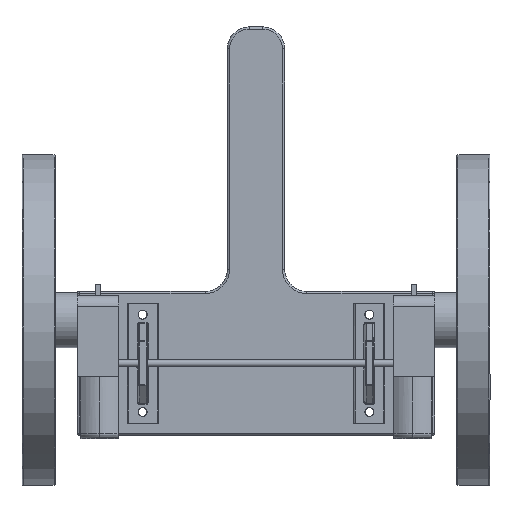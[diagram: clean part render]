
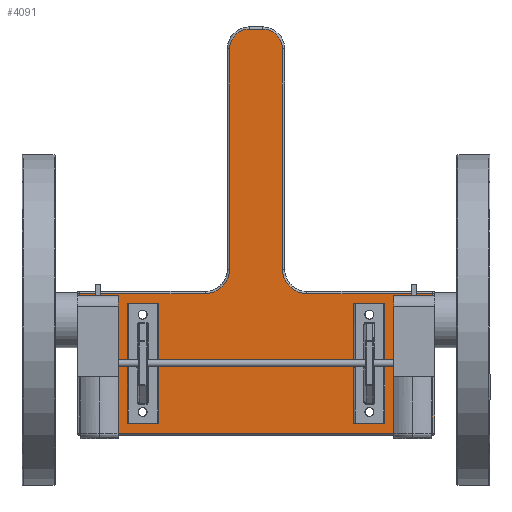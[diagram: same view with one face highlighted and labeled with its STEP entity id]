
A CAD part, top view. The second image highlights one B-rep face of the part: STEP entity #4091.
In plain terms, the highlighted planar face has unit normal (0, 0, 1).
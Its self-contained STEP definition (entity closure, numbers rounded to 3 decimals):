
#536=LINE('',#5852,#716);
#537=LINE('',#5855,#717);
#538=LINE('',#5857,#718);
#539=LINE('',#5859,#719);
#540=LINE('',#5863,#720);
#541=LINE('',#5867,#721);
#542=LINE('',#5871,#722);
#543=LINE('',#5875,#723);
#716=VECTOR('',#4862,1000.);
#717=VECTOR('',#4863,1000.);
#718=VECTOR('',#4864,1000.);
#719=VECTOR('',#4865,1000.);
#720=VECTOR('',#4868,1000.);
#721=VECTOR('',#4871,1000.);
#722=VECTOR('',#4874,1000.);
#723=VECTOR('',#4877,1000.);
#896=ORIENTED_EDGE('',*,*,#2124,.T.);
#897=ORIENTED_EDGE('',*,*,#2125,.T.);
#898=ORIENTED_EDGE('',*,*,#2126,.T.);
#899=ORIENTED_EDGE('',*,*,#2127,.T.);
#900=ORIENTED_EDGE('',*,*,#2128,.T.);
#901=ORIENTED_EDGE('',*,*,#2129,.T.);
#902=ORIENTED_EDGE('',*,*,#2130,.T.);
#903=ORIENTED_EDGE('',*,*,#2131,.T.);
#904=ORIENTED_EDGE('',*,*,#2132,.T.);
#905=ORIENTED_EDGE('',*,*,#2133,.T.);
#906=ORIENTED_EDGE('',*,*,#2134,.T.);
#907=ORIENTED_EDGE('',*,*,#2135,.T.);
#908=ORIENTED_EDGE('',*,*,#2136,.T.);
#909=ORIENTED_EDGE('',*,*,#2137,.T.);
#910=ORIENTED_EDGE('',*,*,#2138,.T.);
#911=ORIENTED_EDGE('',*,*,#2139,.T.);
#912=ORIENTED_EDGE('',*,*,#2140,.T.);
#913=ORIENTED_EDGE('',*,*,#2141,.T.);
#914=ORIENTED_EDGE('',*,*,#2142,.T.);
#915=ORIENTED_EDGE('',*,*,#2143,.T.);
#2124=EDGE_CURVE('',#2738,#2738,#3120,.T.);
#2125=EDGE_CURVE('',#2739,#2739,#3121,.T.);
#2126=EDGE_CURVE('',#2740,#2740,#3122,.T.);
#2127=EDGE_CURVE('',#2741,#2741,#3123,.T.);
#2128=EDGE_CURVE('',#2742,#2742,#3124,.T.);
#2129=EDGE_CURVE('',#2743,#2743,#3125,.T.);
#2130=EDGE_CURVE('',#2744,#2744,#3126,.T.);
#2131=EDGE_CURVE('',#2745,#2745,#3127,.T.);
#2132=EDGE_CURVE('',#2746,#2747,#536,.T.);
#2133=EDGE_CURVE('',#2747,#2748,#537,.F.);
#2134=EDGE_CURVE('',#2748,#2749,#538,.T.);
#2135=EDGE_CURVE('',#2749,#2750,#539,.T.);
#2136=EDGE_CURVE('',#2750,#2751,#3128,.F.);
#2137=EDGE_CURVE('',#2751,#2752,#540,.T.);
#2138=EDGE_CURVE('',#2752,#2753,#3129,.T.);
#2139=EDGE_CURVE('',#2753,#2754,#541,.F.);
#2140=EDGE_CURVE('',#2754,#2755,#3130,.T.);
#2141=EDGE_CURVE('',#2755,#2756,#542,.T.);
#2142=EDGE_CURVE('',#2756,#2757,#3131,.F.);
#2143=EDGE_CURVE('',#2757,#2746,#543,.T.);
#2738=VERTEX_POINT('',#5837);
#2739=VERTEX_POINT('',#5839);
#2740=VERTEX_POINT('',#5841);
#2741=VERTEX_POINT('',#5843);
#2742=VERTEX_POINT('',#5845);
#2743=VERTEX_POINT('',#5847);
#2744=VERTEX_POINT('',#5849);
#2745=VERTEX_POINT('',#5851);
#2746=VERTEX_POINT('',#5853);
#2747=VERTEX_POINT('',#5854);
#2748=VERTEX_POINT('',#5856);
#2749=VERTEX_POINT('',#5858);
#2750=VERTEX_POINT('',#5860);
#2751=VERTEX_POINT('',#5862);
#2752=VERTEX_POINT('',#5864);
#2753=VERTEX_POINT('',#5866);
#2754=VERTEX_POINT('',#5868);
#2755=VERTEX_POINT('',#5870);
#2756=VERTEX_POINT('',#5872);
#2757=VERTEX_POINT('',#5874);
#3120=CIRCLE('',#4438,2.);
#3121=CIRCLE('',#4439,2.);
#3122=CIRCLE('',#4440,2.);
#3123=CIRCLE('',#4441,2.);
#3124=CIRCLE('',#4442,1.55);
#3125=CIRCLE('',#4443,1.55);
#3126=CIRCLE('',#4444,1.55);
#3127=CIRCLE('',#4445,1.55);
#3128=CIRCLE('',#4446,11.);
#3129=CIRCLE('',#4447,9.);
#3130=CIRCLE('',#4448,9.);
#3131=CIRCLE('',#4449,11.);
#3319=EDGE_LOOP('',(#896));
#3320=EDGE_LOOP('',(#897));
#3321=EDGE_LOOP('',(#898));
#3322=EDGE_LOOP('',(#899));
#3323=EDGE_LOOP('',(#900));
#3324=EDGE_LOOP('',(#901));
#3325=EDGE_LOOP('',(#902));
#3326=EDGE_LOOP('',(#903));
#3327=EDGE_LOOP('',(#904,#905,#906,#907,#908,#909,#910,#911,#912,#913,#914,
#915));
#3681=FACE_BOUND('',#3319,.T.);
#3682=FACE_BOUND('',#3320,.T.);
#3683=FACE_BOUND('',#3321,.T.);
#3684=FACE_BOUND('',#3322,.T.);
#3685=FACE_BOUND('',#3323,.T.);
#3686=FACE_BOUND('',#3324,.T.);
#3687=FACE_BOUND('',#3325,.T.);
#3688=FACE_BOUND('',#3326,.T.);
#3689=FACE_BOUND('',#3327,.T.);
#4043=PLANE('',#4437);
#4091=ADVANCED_FACE('',(#3681,#3682,#3683,#3684,#3685,#3686,#3687,#3688,
#3689),#4043,.T.);
#4437=AXIS2_PLACEMENT_3D('',#5835,#4844,#4845);
#4438=AXIS2_PLACEMENT_3D('',#5836,#4846,#4847);
#4439=AXIS2_PLACEMENT_3D('',#5838,#4848,#4849);
#4440=AXIS2_PLACEMENT_3D('',#5840,#4850,#4851);
#4441=AXIS2_PLACEMENT_3D('',#5842,#4852,#4853);
#4442=AXIS2_PLACEMENT_3D('',#5844,#4854,#4855);
#4443=AXIS2_PLACEMENT_3D('',#5846,#4856,#4857);
#4444=AXIS2_PLACEMENT_3D('',#5848,#4858,#4859);
#4445=AXIS2_PLACEMENT_3D('',#5850,#4860,#4861);
#4446=AXIS2_PLACEMENT_3D('',#5861,#4866,#4867);
#4447=AXIS2_PLACEMENT_3D('',#5865,#4869,#4870);
#4448=AXIS2_PLACEMENT_3D('',#5869,#4872,#4873);
#4449=AXIS2_PLACEMENT_3D('',#5873,#4875,#4876);
#4844=DIRECTION('',(0.,0.,1.));
#4845=DIRECTION('',(1.,0.,0.));
#4846=DIRECTION('',(0.,0.,-1.));
#4847=DIRECTION('',(-1.,0.,0.));
#4848=DIRECTION('',(0.,0.,-1.));
#4849=DIRECTION('',(-1.,0.,0.));
#4850=DIRECTION('',(0.,0.,-1.));
#4851=DIRECTION('',(-1.,0.,0.));
#4852=DIRECTION('',(0.,0.,-1.));
#4853=DIRECTION('',(-1.,0.,0.));
#4854=DIRECTION('',(0.,0.,-1.));
#4855=DIRECTION('',(-1.,0.,0.));
#4856=DIRECTION('',(0.,0.,-1.));
#4857=DIRECTION('',(-1.,0.,0.));
#4858=DIRECTION('',(0.,0.,-1.));
#4859=DIRECTION('',(-1.,0.,0.));
#4860=DIRECTION('',(0.,0.,-1.));
#4861=DIRECTION('',(-1.,0.,0.));
#4862=DIRECTION('',(0.,-1.,0.));
#4863=DIRECTION('',(-1.,0.,0.));
#4864=DIRECTION('',(0.,1.,0.));
#4865=DIRECTION('',(-1.,0.,0.));
#4866=DIRECTION('',(0.,0.,1.));
#4867=DIRECTION('',(1.,0.,0.));
#4868=DIRECTION('',(0.,1.,0.));
#4869=DIRECTION('',(0.,0.,1.));
#4870=DIRECTION('',(1.,0.,0.));
#4871=DIRECTION('',(1.,0.,0.));
#4872=DIRECTION('',(0.,0.,1.));
#4873=DIRECTION('',(1.,0.,0.));
#4874=DIRECTION('',(0.,-1.,0.));
#4875=DIRECTION('',(0.,0.,1.));
#4876=DIRECTION('',(1.,0.,0.));
#4877=DIRECTION('',(-1.,0.,0.));
#5835=CARTESIAN_POINT('',(0.,0.,2.5));
#5836=CARTESIAN_POINT('',(51.393,-79.488,2.5));
#5837=CARTESIAN_POINT('',(49.393,-79.488,2.5));
#5838=CARTESIAN_POINT('',(-51.393,-79.488,2.5));
#5839=CARTESIAN_POINT('',(-53.393,-79.488,2.5));
#5840=CARTESIAN_POINT('',(-51.393,-35.343,2.5));
#5841=CARTESIAN_POINT('',(-53.393,-35.343,2.5));
#5842=CARTESIAN_POINT('',(51.393,-35.343,2.5));
#5843=CARTESIAN_POINT('',(49.393,-35.343,2.5));
#5844=CARTESIAN_POINT('',(-71.,-41.,2.5));
#5845=CARTESIAN_POINT('',(-72.55,-41.,2.5));
#5846=CARTESIAN_POINT('',(-71.,-77.,2.5));
#5847=CARTESIAN_POINT('',(-72.55,-77.,2.5));
#5848=CARTESIAN_POINT('',(71.,-41.,2.5));
#5849=CARTESIAN_POINT('',(69.45,-41.,2.5));
#5850=CARTESIAN_POINT('',(71.,-77.,2.5));
#5851=CARTESIAN_POINT('',(69.45,-77.,2.5));
#5852=CARTESIAN_POINT('',(-80.,0.,2.5));
#5853=CARTESIAN_POINT('',(-80.,-25.831,2.5));
#5854=CARTESIAN_POINT('',(-80.,-89.,2.5));
#5855=CARTESIAN_POINT('',(0.,-89.,2.5));
#5856=CARTESIAN_POINT('',(80.,-89.,2.5));
#5857=CARTESIAN_POINT('',(80.,0.,2.5));
#5858=CARTESIAN_POINT('',(80.,-25.831,2.5));
#5859=CARTESIAN_POINT('',(0.,-25.831,2.5));
#5860=CARTESIAN_POINT('',(23.,-25.831,2.5));
#5861=CARTESIAN_POINT('',(23.,-14.831,2.5));
#5862=CARTESIAN_POINT('',(12.,-14.831,2.5));
#5863=CARTESIAN_POINT('',(12.,0.,2.5));
#5864=CARTESIAN_POINT('',(12.,85.,2.5));
#5865=CARTESIAN_POINT('',(3.,85.,2.5));
#5866=CARTESIAN_POINT('',(3.,94.,2.5));
#5867=CARTESIAN_POINT('',(0.,94.,2.5));
#5868=CARTESIAN_POINT('',(-3.,94.,2.5));
#5869=CARTESIAN_POINT('',(-3.,85.,2.5));
#5870=CARTESIAN_POINT('',(-12.,85.,2.5));
#5871=CARTESIAN_POINT('',(-12.,0.,2.5));
#5872=CARTESIAN_POINT('',(-12.,-14.831,2.5));
#5873=CARTESIAN_POINT('',(-23.,-14.831,2.5));
#5874=CARTESIAN_POINT('',(-23.,-25.831,2.5));
#5875=CARTESIAN_POINT('',(0.,-25.831,2.5));
